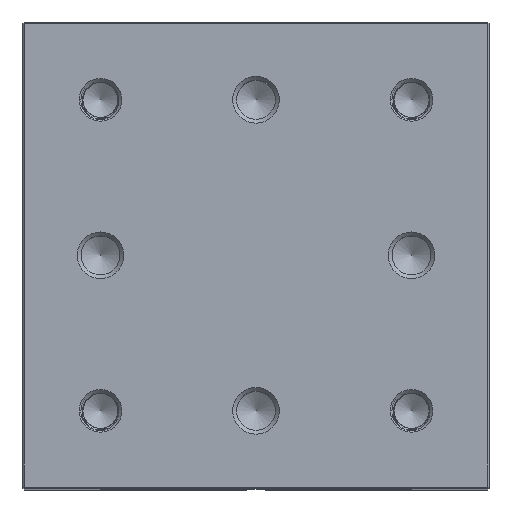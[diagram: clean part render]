
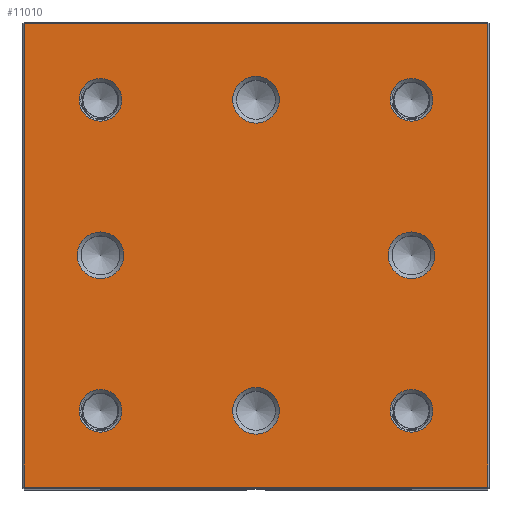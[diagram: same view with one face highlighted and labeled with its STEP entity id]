
A CAD part, top view. The second image highlights one B-rep face of the part: STEP entity #11010.
In plain terms, the highlighted planar face has unit normal (0, 0, 1).
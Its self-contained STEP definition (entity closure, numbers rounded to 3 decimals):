
#99=FACE_BOUND('',#1302,.T.);
#100=FACE_BOUND('',#1303,.T.);
#101=FACE_BOUND('',#1304,.T.);
#102=FACE_BOUND('',#1305,.T.);
#103=FACE_BOUND('',#1306,.T.);
#104=FACE_BOUND('',#1307,.T.);
#105=FACE_BOUND('',#1308,.T.);
#106=FACE_BOUND('',#1309,.T.);
#179=PLANE('',#11687);
#685=FACE_OUTER_BOUND('',#1301,.T.);
#1301=EDGE_LOOP('',(#8518,#8519,#8520,#8521));
#1302=EDGE_LOOP('',(#8522));
#1303=EDGE_LOOP('',(#8523));
#1304=EDGE_LOOP('',(#8524));
#1305=EDGE_LOOP('',(#8525));
#1306=EDGE_LOOP('',(#8526));
#1307=EDGE_LOOP('',(#8527));
#1308=EDGE_LOOP('',(#8528));
#1309=EDGE_LOOP('',(#8529));
#2477=CIRCLE('',#11688,3.);
#2478=CIRCLE('',#11689,3.);
#2479=CIRCLE('',#11690,3.);
#2480=CIRCLE('',#11691,3.);
#2481=CIRCLE('',#11692,2.75);
#2482=CIRCLE('',#11693,2.75);
#2483=CIRCLE('',#11694,2.75);
#2484=CIRCLE('',#11695,2.75);
#3026=LINE('',#29940,#3621);
#3028=LINE('',#29943,#3623);
#3038=LINE('',#29964,#3633);
#3040=LINE('',#29967,#3635);
#3621=VECTOR('',#13357,10.);
#3623=VECTOR('',#13361,10.);
#3633=VECTOR('',#13381,10.);
#3635=VECTOR('',#13385,10.);
#4680=VERTEX_POINT('',#29854);
#4689=VERTEX_POINT('',#29887);
#4692=VERTEX_POINT('',#29894);
#4701=VERTEX_POINT('',#29918);
#4712=VERTEX_POINT('',#30726);
#4713=VERTEX_POINT('',#30728);
#4714=VERTEX_POINT('',#30730);
#4715=VERTEX_POINT('',#30732);
#4716=VERTEX_POINT('',#30734);
#4717=VERTEX_POINT('',#30736);
#4718=VERTEX_POINT('',#30738);
#4719=VERTEX_POINT('',#30740);
#6267=EDGE_CURVE('',#4689,#4701,#3026,.T.);
#6269=EDGE_CURVE('',#4701,#4692,#3028,.T.);
#6280=EDGE_CURVE('',#4692,#4680,#3038,.T.);
#6282=EDGE_CURVE('',#4680,#4689,#3040,.T.);
#6303=EDGE_CURVE('',#4712,#4712,#2477,.T.);
#6304=EDGE_CURVE('',#4713,#4713,#2478,.T.);
#6305=EDGE_CURVE('',#4714,#4714,#2479,.T.);
#6306=EDGE_CURVE('',#4715,#4715,#2480,.T.);
#6307=EDGE_CURVE('',#4716,#4716,#2481,.T.);
#6308=EDGE_CURVE('',#4717,#4717,#2482,.T.);
#6309=EDGE_CURVE('',#4718,#4718,#2483,.T.);
#6310=EDGE_CURVE('',#4719,#4719,#2484,.T.);
#8518=ORIENTED_EDGE('',*,*,#6267,.F.);
#8519=ORIENTED_EDGE('',*,*,#6282,.F.);
#8520=ORIENTED_EDGE('',*,*,#6280,.F.);
#8521=ORIENTED_EDGE('',*,*,#6269,.F.);
#8522=ORIENTED_EDGE('',*,*,#6303,.T.);
#8523=ORIENTED_EDGE('',*,*,#6304,.T.);
#8524=ORIENTED_EDGE('',*,*,#6305,.T.);
#8525=ORIENTED_EDGE('',*,*,#6306,.T.);
#8526=ORIENTED_EDGE('',*,*,#6307,.T.);
#8527=ORIENTED_EDGE('',*,*,#6308,.T.);
#8528=ORIENTED_EDGE('',*,*,#6309,.T.);
#8529=ORIENTED_EDGE('',*,*,#6310,.T.);
#11010=ADVANCED_FACE('',(#685,#99,#100,#101,#102,#103,#104,#105,#106),#179,
 .T.);
#11687=AXIS2_PLACEMENT_3D('',#30725,#13421,#13422);
#11688=AXIS2_PLACEMENT_3D('',#30727,#13423,#13424);
#11689=AXIS2_PLACEMENT_3D('',#30729,#13425,#13426);
#11690=AXIS2_PLACEMENT_3D('',#30731,#13427,#13428);
#11691=AXIS2_PLACEMENT_3D('',#30733,#13429,#13430);
#11692=AXIS2_PLACEMENT_3D('',#30735,#13431,#13432);
#11693=AXIS2_PLACEMENT_3D('',#30737,#13433,#13434);
#11694=AXIS2_PLACEMENT_3D('',#30739,#13435,#13436);
#11695=AXIS2_PLACEMENT_3D('',#30741,#13437,#13438);
#13357=DIRECTION('',(0.,1.,0.));
#13361=DIRECTION('',(1.,0.,0.));
#13381=DIRECTION('',(0.,-1.,0.));
#13385=DIRECTION('',(-1.,0.,0.));
#13421=DIRECTION('center_axis',(0.,0.,1.));
#13422=DIRECTION('ref_axis',(1.,0.,0.));
#13423=DIRECTION('center_axis',(0.,0.,-1.));
#13424=DIRECTION('ref_axis',(1.,0.,0.));
#13425=DIRECTION('center_axis',(0.,0.,-1.));
#13426=DIRECTION('ref_axis',(1.,0.,0.));
#13427=DIRECTION('center_axis',(0.,0.,-1.));
#13428=DIRECTION('ref_axis',(1.,0.,0.));
#13429=DIRECTION('center_axis',(0.,0.,-1.));
#13430=DIRECTION('ref_axis',(1.,0.,0.));
#13431=DIRECTION('center_axis',(0.,0.,-1.));
#13432=DIRECTION('ref_axis',(1.,0.,0.));
#13433=DIRECTION('center_axis',(0.,0.,-1.));
#13434=DIRECTION('ref_axis',(1.,0.,0.));
#13435=DIRECTION('center_axis',(0.,0.,-1.));
#13436=DIRECTION('ref_axis',(1.,0.,0.));
#13437=DIRECTION('center_axis',(0.,0.,-1.));
#13438=DIRECTION('ref_axis',(1.,0.,0.));
#29854=CARTESIAN_POINT('',(59.8,0.2,105.));
#29887=CARTESIAN_POINT('',(0.2,0.2,105.));
#29894=CARTESIAN_POINT('',(59.8,59.8,105.));
#29918=CARTESIAN_POINT('',(0.2,59.8,105.));
#29940=CARTESIAN_POINT('',(0.2,45.,105.));
#29943=CARTESIAN_POINT('',(45.,59.8,105.));
#29964=CARTESIAN_POINT('',(59.8,15.,105.));
#29967=CARTESIAN_POINT('',(15.,0.2,105.));
#30725=CARTESIAN_POINT('Origin',(30.,30.,105.));
#30726=CARTESIAN_POINT('',(27.,10.,105.));
#30727=CARTESIAN_POINT('Origin',(30.,10.,105.));
#30728=CARTESIAN_POINT('',(7.,30.,105.));
#30729=CARTESIAN_POINT('Origin',(10.,30.,105.));
#30730=CARTESIAN_POINT('',(27.,50.,105.));
#30731=CARTESIAN_POINT('Origin',(30.,50.,105.));
#30732=CARTESIAN_POINT('',(47.,30.,105.));
#30733=CARTESIAN_POINT('Origin',(50.,30.,105.));
#30734=CARTESIAN_POINT('',(47.25,50.,105.));
#30735=CARTESIAN_POINT('Origin',(50.,50.,105.));
#30736=CARTESIAN_POINT('',(7.25,10.,105.));
#30737=CARTESIAN_POINT('Origin',(10.,10.,105.));
#30738=CARTESIAN_POINT('',(7.25,50.,105.));
#30739=CARTESIAN_POINT('Origin',(10.,50.,105.));
#30740=CARTESIAN_POINT('',(47.25,10.,105.));
#30741=CARTESIAN_POINT('Origin',(50.,10.,105.));
